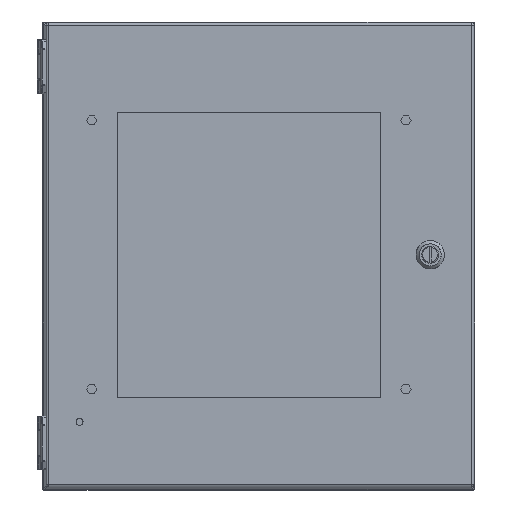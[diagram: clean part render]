
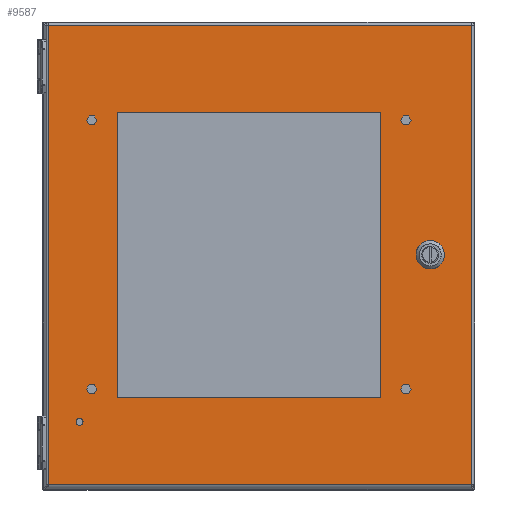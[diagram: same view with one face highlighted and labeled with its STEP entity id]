
A CAD part, top view. The second image highlights one B-rep face of the part: STEP entity #9587.
In plain terms, the highlighted planar face has unit normal (0, 0, 1).
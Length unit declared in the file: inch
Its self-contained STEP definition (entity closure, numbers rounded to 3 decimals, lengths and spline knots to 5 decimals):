
#1265 = VECTOR ( 'NONE', #63666, 39.37008 ) ;
#3505 = DIRECTION ( 'NONE',  ( 1., 0., 0. ) ) ;
#4274 = EDGE_CURVE ( 'NONE', #67457, #99710, #30384, .T. ) ;
#5384 = VERTEX_POINT ( 'NONE', #15655 ) ;
#5692 = VERTEX_POINT ( 'NONE', #98173 ) ;
#6415 = VERTEX_POINT ( 'NONE', #79862 ) ;
#7068 = PLANE ( 'NONE',  #43605 ) ;
#9356 = EDGE_CURVE ( 'NONE', #36926, #30898, #78957, .T. ) ;
#9587 = ADVANCED_FACE ( 'NONE', ( #74547, #66445, #64316, #56206 ), #7068, .T. ) ;
#10307 = CARTESIAN_POINT ( 'NONE',  ( -5.97055, 6.41, 2.62553 ) ) ;
#10779 = CARTESIAN_POINT ( 'NONE',  ( 3.57344, 1.57399, 2.62553 ) ) ;
#11420 = ORIENTED_EDGE ( 'NONE', *, *, #4274, .T. ) ;
#12228 = LINE ( 'NONE', #92208, #57787 ) ;
#13959 = EDGE_CURVE ( 'NONE', #5692, #96777, #55784, .T. ) ;
#14818 = CARTESIAN_POINT ( 'NONE',  ( 4.44392, 0.08845, 2.62553 ) ) ;
#15246 = DIRECTION ( 'NONE',  ( 0., 1., 0. ) ) ;
#15293 = ORIENTED_EDGE ( 'NONE', *, *, #96424, .F. ) ;
#15427 = DIRECTION ( 'NONE',  ( 1., 0., 0. ) ) ;
#15655 = CARTESIAN_POINT ( 'NONE',  ( 4.8399, 0.30753, 2.62553 ) ) ;
#15828 = CARTESIAN_POINT ( 'NONE',  ( 5.90945, 6.41, 2.62553 ) ) ;
#16222 = DIRECTION ( 'NONE',  ( 0., 0., 1. ) ) ;
#17248 = VERTEX_POINT ( 'NONE', #26310 ) ;
#17402 = DIRECTION ( 'NONE',  ( 1., 0., 0. ) ) ;
#19461 = DIRECTION ( 'NONE',  ( -1., 0., 0. ) ) ;
#20698 = DIRECTION ( 'NONE',  ( 0., 1., 0. ) ) ;
#20807 = EDGE_CURVE ( 'NONE', #5692, #17248, #99906, .T. ) ;
#21341 = AXIS2_PLACEMENT_3D ( 'NONE', #49078, #41504, #74995 ) ;
#21761 = VECTOR ( 'NONE', #76295, 39.37008 ) ;
#21826 = LINE ( 'NONE', #62859, #80565 ) ;
#22023 = EDGE_CURVE ( 'NONE', #102849, #85959, #12228, .T. ) ;
#22279 = CARTESIAN_POINT ( 'NONE',  ( -5.91055, -6.47, 2.62553 ) ) ;
#23737 = VECTOR ( 'NONE', #90891, 39.37008 ) ;
#24939 = VECTOR ( 'NONE', #73440, 39.37008 ) ;
#26310 = CARTESIAN_POINT ( 'NONE',  ( 4.8399, -0.30753, 2.62553 ) ) ;
#28138 = ORIENTED_EDGE ( 'NONE', *, *, #9356, .T. ) ;
#28659 = EDGE_CURVE ( 'NONE', #90588, #102849, #64727, .T. ) ;
#30384 = LINE ( 'NONE', #22279, #39762 ) ;
#30736 = CARTESIAN_POINT ( 'NONE',  ( -3.97055, 0., 2.62553 ) ) ;
#30898 = VERTEX_POINT ( 'NONE', #66504 ) ;
#31857 = VERTEX_POINT ( 'NONE', #64046 ) ;
#32055 = LINE ( 'NONE', #81175, #23737 ) ;
#32463 = EDGE_LOOP ( 'NONE', ( #92873, #43948, #90242, #65072, #51414, #89182, #64242, #28138 ) ) ;
#32595 = EDGE_CURVE ( 'NONE', #43268, #30898, #46010, .T. ) ;
#32701 = CARTESIAN_POINT ( 'NONE',  ( -3.97055, -3.9807, 2.62553 ) ) ;
#32988 = EDGE_LOOP ( 'NONE', ( #104529, #102650, #11420, #95302 ) ) ;
#34705 = CARTESIAN_POINT ( 'NONE',  ( 1.99945, 3.9807, 2.62553 ) ) ;
#35271 = CIRCLE ( 'NONE', #61163, 0.09805 ) ;
#36926 = VERTEX_POINT ( 'NONE', #64374 ) ;
#36997 = CARTESIAN_POINT ( 'NONE',  ( 4.75145, 0., 2.62553 ) ) ;
#37491 = EDGE_CURVE ( 'NONE', #5384, #31857, #37569, .T. ) ;
#37569 = CIRCLE ( 'NONE', #75520, 0.32 ) ;
#37675 = ORIENTED_EDGE ( 'NONE', *, *, #102752, .F. ) ;
#38043 = DIRECTION ( 'NONE',  ( 0., 0., 1. ) ) ;
#38490 = LINE ( 'NONE', #63339, #69288 ) ;
#38580 = EDGE_CURVE ( 'NONE', #5384, #96777, #85828, .T. ) ;
#39105 = DIRECTION ( 'NONE',  ( 1., 0., 0. ) ) ;
#39762 = VECTOR ( 'NONE', #62785, 39.37008 ) ;
#41504 = DIRECTION ( 'NONE',  ( 0., 0., 1. ) ) ;
#42271 = EDGE_CURVE ( 'NONE', #36926, #17248, #75514, .T. ) ;
#43268 = VERTEX_POINT ( 'NONE', #14818 ) ;
#43605 = AXIS2_PLACEMENT_3D ( 'NONE', #98332, #16222, #72939 ) ;
#43752 = DIRECTION ( 'NONE',  ( 0.707, -0.707, 0. ) ) ;
#43948 = ORIENTED_EDGE ( 'NONE', *, *, #77961, .T. ) ;
#45308 = CARTESIAN_POINT ( 'NONE',  ( -5.91055, 6.41, 2.62553 ) ) ;
#46010 = CIRCLE ( 'NONE', #87355, 0.32 ) ;
#46573 = EDGE_LOOP ( 'NONE', ( #37675 ) ) ;
#47280 = CARTESIAN_POINT ( 'NONE',  ( -4.9375, -4.66, 2.62553 ) ) ;
#48817 = CARTESIAN_POINT ( 'NONE',  ( 4.75145, 0., 2.62553 ) ) ;
#49029 = ORIENTED_EDGE ( 'NONE', *, *, #71171, .F. ) ;
#49078 = CARTESIAN_POINT ( 'NONE',  ( 4.75145, 0., 2.62553 ) ) ;
#50978 = EDGE_LOOP ( 'NONE', ( #15293, #100028, #98995, #49029 ) ) ;
#51164 = DIRECTION ( 'NONE',  ( 1., 0., 0. ) ) ;
#51414 = ORIENTED_EDGE ( 'NONE', *, *, #13959, .F. ) ;
#55784 = CIRCLE ( 'NONE', #21341, 0.32 ) ;
#56206 = FACE_OUTER_BOUND ( 'NONE', #32988, .T. ) ;
#57787 = VECTOR ( 'NONE', #51164, 39.37008 ) ;
#58992 = LINE ( 'NONE', #34705, #21761 ) ;
#60163 = CARTESIAN_POINT ( 'NONE',  ( 3.35945, 0., 2.62553 ) ) ;
#61163 = AXIS2_PLACEMENT_3D ( 'NONE', #96485, #89430, #15427 ) ;
#62785 = DIRECTION ( 'NONE',  ( 0., -1., 0. ) ) ;
#62859 = CARTESIAN_POINT ( 'NONE',  ( 3.17746, -1.17801, 2.62553 ) ) ;
#63261 = CARTESIAN_POINT ( 'NONE',  ( 3.17746, 1.17801, 2.62553 ) ) ;
#63339 = CARTESIAN_POINT ( 'NONE',  ( 5.90945, 6.47, 2.62553 ) ) ;
#63382 = AXIS2_PLACEMENT_3D ( 'NONE', #48817, #63951, #39105 ) ;
#63666 = DIRECTION ( 'NONE',  ( 0., -1., 0. ) ) ;
#63951 = DIRECTION ( 'NONE',  ( 0., 0., 1. ) ) ;
#64046 = CARTESIAN_POINT ( 'NONE',  ( 4.66301, 0.30753, 2.62553 ) ) ;
#64234 = VECTOR ( 'NONE', #20698, 39.37008 ) ;
#64242 = ORIENTED_EDGE ( 'NONE', *, *, #42271, .F. ) ;
#64316 = FACE_BOUND ( 'NONE', #46573, .T. ) ;
#64374 = CARTESIAN_POINT ( 'NONE',  ( 4.66301, -0.30753, 2.62553 ) ) ;
#64727 = LINE ( 'NONE', #30736, #1265 ) ;
#65072 = ORIENTED_EDGE ( 'NONE', *, *, #38580, .T. ) ;
#66445 = FACE_BOUND ( 'NONE', #32463, .T. ) ;
#66504 = CARTESIAN_POINT ( 'NONE',  ( 4.44392, -0.08845, 2.62553 ) ) ;
#67299 = CARTESIAN_POINT ( 'NONE',  ( 3.35945, 3.9807, 2.62553 ) ) ;
#67457 = VERTEX_POINT ( 'NONE', #45308 ) ;
#69288 = VECTOR ( 'NONE', #15246, 39.37008 ) ;
#71171 = EDGE_CURVE ( 'NONE', #81660, #90588, #58992, .T. ) ;
#71374 = DIRECTION ( 'NONE',  ( -0.707, 0.707, 0. ) ) ;
#72939 = DIRECTION ( 'NONE',  ( 1., 0., 0. ) ) ;
#73440 = DIRECTION ( 'NONE',  ( -0.707, -0.707, 0. ) ) ;
#74537 = VECTOR ( 'NONE', #71374, 39.37008 ) ;
#74547 = FACE_BOUND ( 'NONE', #50978, .T. ) ;
#74995 = DIRECTION ( 'NONE',  ( 1., 0., 0. ) ) ;
#75514 = CIRCLE ( 'NONE', #63382, 0.32 ) ;
#75520 = AXIS2_PLACEMENT_3D ( 'NONE', #36997, #38043, #3505 ) ;
#76038 = VERTEX_POINT ( 'NONE', #15828 ) ;
#76295 = DIRECTION ( 'NONE',  ( -1., 0., 0. ) ) ;
#76801 = CARTESIAN_POINT ( 'NONE',  ( -5.91055, -6.41, 2.62553 ) ) ;
#77961 = EDGE_CURVE ( 'NONE', #43268, #31857, #21826, .T. ) ;
#78957 = LINE ( 'NONE', #63261, #74537 ) ;
#79862 = CARTESIAN_POINT ( 'NONE',  ( 5.90945, -6.41, 2.62553 ) ) ;
#80298 = EDGE_CURVE ( 'NONE', #99710, #6415, #32055, .T. ) ;
#80565 = VECTOR ( 'NONE', #96361, 39.37008 ) ;
#81175 = CARTESIAN_POINT ( 'NONE',  ( 5.96945, -6.41, 2.62553 ) ) ;
#81379 = EDGE_CURVE ( 'NONE', #76038, #67457, #83745, .T. ) ;
#81660 = VERTEX_POINT ( 'NONE', #67299 ) ;
#83745 = LINE ( 'NONE', #10307, #98186 ) ;
#84481 = LINE ( 'NONE', #60163, #64234 ) ;
#85828 = LINE ( 'NONE', #10779, #104803 ) ;
#85959 = VERTEX_POINT ( 'NONE', #95802 ) ;
#86165 = VERTEX_POINT ( 'NONE', #47280 ) ;
#87355 = AXIS2_PLACEMENT_3D ( 'NONE', #100059, #98445, #17402 ) ;
#89182 = ORIENTED_EDGE ( 'NONE', *, *, #20807, .T. ) ;
#89430 = DIRECTION ( 'NONE',  ( 0., 0., 1. ) ) ;
#89582 = EDGE_CURVE ( 'NONE', #6415, #76038, #38490, .T. ) ;
#89657 = CARTESIAN_POINT ( 'NONE',  ( 3.57344, -1.57399, 2.62553 ) ) ;
#90242 = ORIENTED_EDGE ( 'NONE', *, *, #37491, .F. ) ;
#90588 = VERTEX_POINT ( 'NONE', #95389 ) ;
#90891 = DIRECTION ( 'NONE',  ( 1., 0., 0. ) ) ;
#92208 = CARTESIAN_POINT ( 'NONE',  ( 1.99945, -3.9807, 2.62553 ) ) ;
#92873 = ORIENTED_EDGE ( 'NONE', *, *, #32595, .F. ) ;
#95302 = ORIENTED_EDGE ( 'NONE', *, *, #80298, .T. ) ;
#95389 = CARTESIAN_POINT ( 'NONE',  ( -3.97055, 3.9807, 2.62553 ) ) ;
#95802 = CARTESIAN_POINT ( 'NONE',  ( 3.35945, -3.9807, 2.62553 ) ) ;
#96361 = DIRECTION ( 'NONE',  ( 0.707, 0.707, 0. ) ) ;
#96424 = EDGE_CURVE ( 'NONE', #85959, #81660, #84481, .T. ) ;
#96485 = CARTESIAN_POINT ( 'NONE',  ( -5.03555, -4.66, 2.62553 ) ) ;
#96777 = VERTEX_POINT ( 'NONE', #97759 ) ;
#97759 = CARTESIAN_POINT ( 'NONE',  ( 5.05899, 0.08845, 2.62553 ) ) ;
#98173 = CARTESIAN_POINT ( 'NONE',  ( 5.05899, -0.08845, 2.62553 ) ) ;
#98186 = VECTOR ( 'NONE', #19461, 39.37008 ) ;
#98332 = CARTESIAN_POINT ( 'NONE',  ( 1.99945, 0., 2.62553 ) ) ;
#98445 = DIRECTION ( 'NONE',  ( 0., 0., 1. ) ) ;
#98995 = ORIENTED_EDGE ( 'NONE', *, *, #28659, .F. ) ;
#99710 = VERTEX_POINT ( 'NONE', #76801 ) ;
#99906 = LINE ( 'NONE', #89657, #24939 ) ;
#100028 = ORIENTED_EDGE ( 'NONE', *, *, #22023, .F. ) ;
#100059 = CARTESIAN_POINT ( 'NONE',  ( 4.75145, 0., 2.62553 ) ) ;
#102650 = ORIENTED_EDGE ( 'NONE', *, *, #81379, .T. ) ;
#102752 = EDGE_CURVE ( 'NONE', #86165, #86165, #35271, .T. ) ;
#102849 = VERTEX_POINT ( 'NONE', #32701 ) ;
#104529 = ORIENTED_EDGE ( 'NONE', *, *, #89582, .T. ) ;
#104803 = VECTOR ( 'NONE', #43752, 39.37008 ) ;
